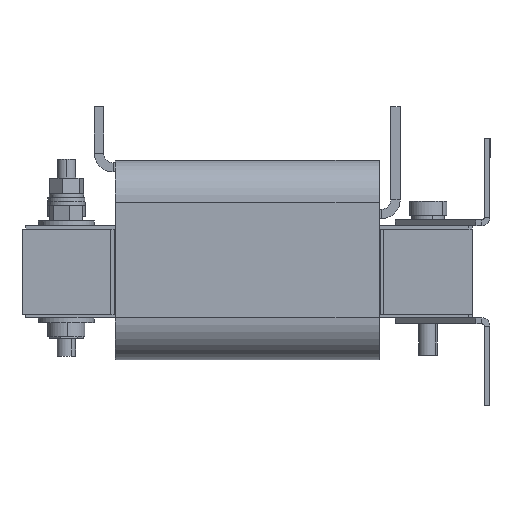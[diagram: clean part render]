
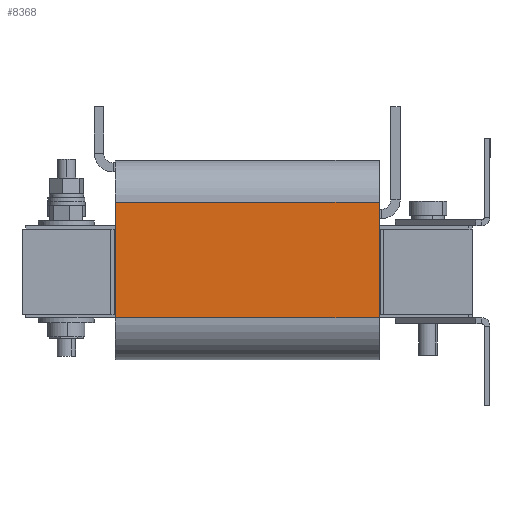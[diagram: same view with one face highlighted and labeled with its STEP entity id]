
A CAD part, left-side view. The second image highlights one B-rep face of the part: STEP entity #8368.
In plain terms, the highlighted planar face has unit normal (-1, 0, 0).
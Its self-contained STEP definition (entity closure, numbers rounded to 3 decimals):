
#442 = CARTESIAN_POINT ( 'NONE',  ( -113., -56.5, -19.75 ) ) ;
#707 = LINE ( 'NONE', #2773, #2056 ) ;
#812 = DIRECTION ( 'NONE',  ( 0., -1., 0. ) ) ;
#1507 = CARTESIAN_POINT ( 'NONE',  ( -113., 56.5, 29.75 ) ) ;
#1563 = CARTESIAN_POINT ( 'NONE',  ( -113., 56.5, -19.75 ) ) ;
#1872 = ORIENTED_EDGE ( 'NONE', *, *, #2189, .F. ) ;
#1965 = VECTOR ( 'NONE', #9116, 1000. ) ;
#2056 = VECTOR ( 'NONE', #7685, 1000. ) ;
#2189 = EDGE_CURVE ( 'NONE', #5628, #6807, #707, .T. ) ;
#2257 = DIRECTION ( 'NONE',  ( 0., 0., -1. ) ) ;
#2270 = LINE ( 'NONE', #2397, #9692 ) ;
#2392 = FACE_OUTER_BOUND ( 'NONE', #5018, .T. ) ;
#2397 = CARTESIAN_POINT ( 'NONE',  ( -113., -56.5, -19.75 ) ) ;
#2773 = CARTESIAN_POINT ( 'NONE',  ( -113., 56.5, -19.75 ) ) ;
#3304 = VERTEX_POINT ( 'NONE', #442 ) ;
#3515 = VERTEX_POINT ( 'NONE', #6476 ) ;
#3612 = VECTOR ( 'NONE', #812, 1000. ) ;
#3701 = CARTESIAN_POINT ( 'NONE',  ( -113., 56.5, 29.75 ) ) ;
#4201 = LINE ( 'NONE', #3701, #3612 ) ;
#5018 = EDGE_LOOP ( 'NONE', ( #6228, #6664, #1872, #10218 ) ) ;
#5173 = DIRECTION ( 'NONE',  ( 0., 0., 1. ) ) ;
#5281 = AXIS2_PLACEMENT_3D ( 'NONE', #7896, #11655, #2257 ) ;
#5628 = VERTEX_POINT ( 'NONE', #7387 ) ;
#6228 = ORIENTED_EDGE ( 'NONE', *, *, #11311, .T. ) ;
#6476 = CARTESIAN_POINT ( 'NONE',  ( -113., -56.5, 29.75 ) ) ;
#6664 = ORIENTED_EDGE ( 'NONE', *, *, #8182, .F. ) ;
#6807 = VERTEX_POINT ( 'NONE', #1507 ) ;
#7387 = CARTESIAN_POINT ( 'NONE',  ( -113., 56.5, -19.75 ) ) ;
#7581 = EDGE_CURVE ( 'NONE', #5628, #3304, #10135, .T. ) ;
#7685 = DIRECTION ( 'NONE',  ( 0., 0., 1. ) ) ;
#7896 = CARTESIAN_POINT ( 'NONE',  ( -113., 56.5, -19.75 ) ) ;
#8182 = EDGE_CURVE ( 'NONE', #6807, #3515, #4201, .T. ) ;
#8368 = ADVANCED_FACE ( 'NONE', ( #2392 ), #9849, .F. ) ;
#9116 = DIRECTION ( 'NONE',  ( 0., -1., 0. ) ) ;
#9692 = VECTOR ( 'NONE', #5173, 1000. ) ;
#9849 = PLANE ( 'NONE',  #5281 ) ;
#10135 = LINE ( 'NONE', #1563, #1965 ) ;
#10218 = ORIENTED_EDGE ( 'NONE', *, *, #7581, .T. ) ;
#11311 = EDGE_CURVE ( 'NONE', #3304, #3515, #2270, .T. ) ;
#11655 = DIRECTION ( 'NONE',  ( 1., 0., 0. ) ) ;
